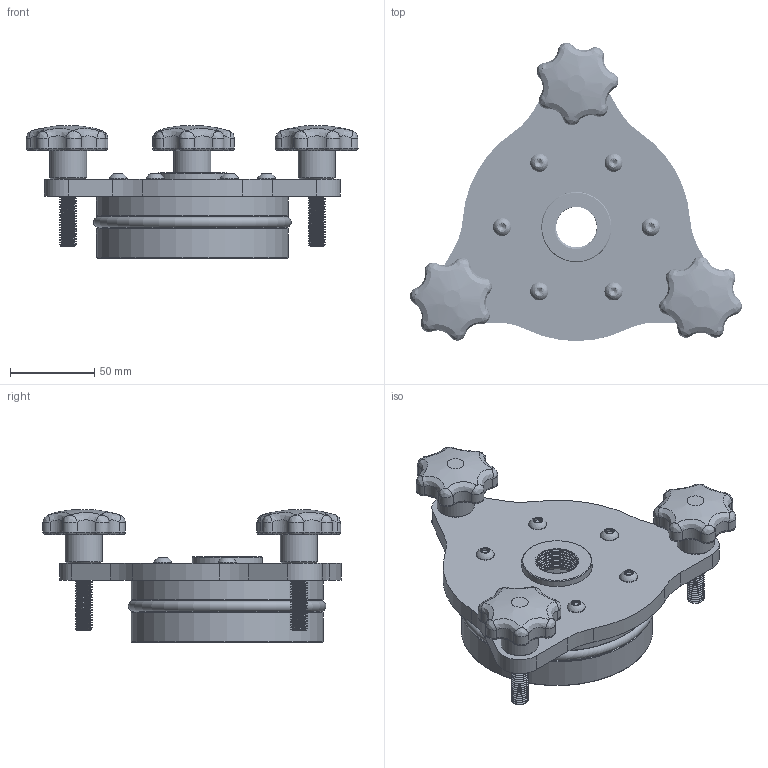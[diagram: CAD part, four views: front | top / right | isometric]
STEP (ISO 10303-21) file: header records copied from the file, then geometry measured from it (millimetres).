
FILE_DESCRIPTION(/* description */ (''),/* implementation_level */ '2;1');
FILE_NAME(/* name */ 'SMS1301_PlaqueTop.step',/* time_stamp */ '2023-05-07T12:00:30+02:00',/* author */ (''),/* organization */ (''),/* preprocessor_version */ 'ST-DEVELOPER v19.2',/* originating_system */ 'Autodesk Translation Framework v12.4.0.73',/* authorisation */ '');
FILE_SCHEMA (('AUTOMOTIVE_DESIGN { 1 0 10303 214 3 1 1 }'));
Length unit declared in the file: millimetre
Products named in the file (11): TopPlate+TopEnd; Plate (1); Support (1); 3855K731_Plastic Knob with Seven Arm Grip; THCB - M6L20; THCB - M6L20_1; THCB - M6L20_2; THCB - M6L20_3; THCB - M6L20_4; THCB - M6L20_5; 97763A826_18-8 Stainless Steel Button Head Hex Drive Screws
Assembly tree (17 placements, depth 3):
  TopPlate+TopEnd
    3855K731_Plastic Knob with Seven Arm Grip  x3
    Plate (1)
    Support (1)
    THCB - M6L20
      97763A826_18-8 Stainless Steel Button Head Hex Drive Screws
    THCB - M6L20_1
      97763A826_18-8 Stainless Steel Button Head Hex Drive Screws
    THCB - M6L20_2
      97763A826_18-8 Stainless Steel Button Head Hex Drive Screws
    THCB - M6L20_3
      97763A826_18-8 Stainless Steel Button Head Hex Drive Screws
    THCB - M6L20_4
      97763A826_18-8 Stainless Steel Button Head Hex Drive Screws
    THCB - M6L20_5
      97763A826_18-8 Stainless Steel Button Head Hex Drive Screws
Bounding box: 196.66 x 176.61 x 78.73 mm (x, y, z)
Volume: 485883.5 mm3; surface area: 120883.9 mm2
Topology: 18 solids, 18 shells, 864 faces, 2200 edges, 1402 vertices
Faces by surface type: cylinder 534, plane 141, bspline 66, cone 60, torus 51, sphere 12
Full cylindrical faces by diameter (mm): 4.701 x120, 6 x108, 6.2 x12, 8.051 x78, 8.4 x3, 10 x81, 10.7 x6, 12.4 x6, 22 x3, 26 x7, 28.4 x1, 41.6 x1, 42 x1, 104.3 x1, 113.6 x2
Entity records: 21795 total; most frequent: CARTESIAN_POINT 15590, ORIENTED_EDGE 1342, DIRECTION 1129, EDGE_CURVE 671, AXIS2_PLACEMENT_3D 462, VERTEX_POINT 430, EDGE_LOOP 305, FACE_OUTER_BOUND 268
